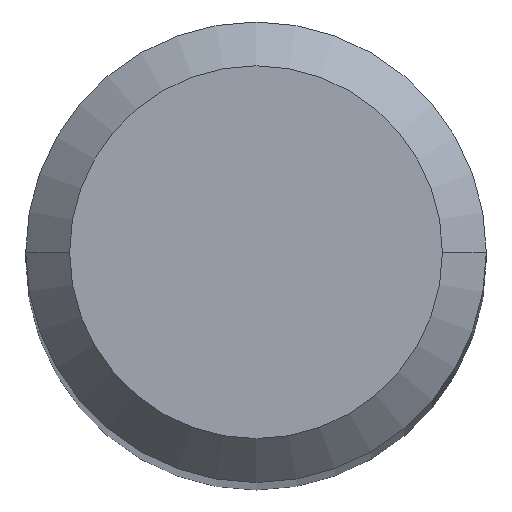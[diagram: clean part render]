
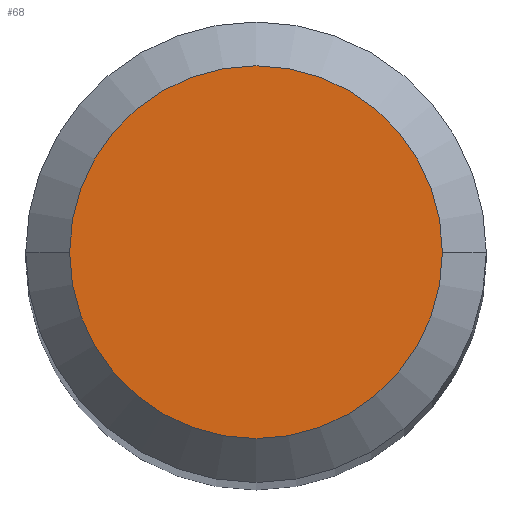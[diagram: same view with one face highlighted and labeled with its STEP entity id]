
A CAD part, top view. The second image highlights one B-rep face of the part: STEP entity #68.
In plain terms, the highlighted planar face has unit normal (0, 0, 1).
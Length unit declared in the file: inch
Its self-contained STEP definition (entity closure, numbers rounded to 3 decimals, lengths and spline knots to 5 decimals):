
#3 = AXIS2_PLACEMENT_3D ( 'NONE', #83, #41, #132 ) ;
#15 = CARTESIAN_POINT ( 'NONE',  ( 0., 0., 1.9685 ) ) ;
#38 = EDGE_LOOP ( 'NONE', ( #178, #239 ) ) ;
#41 = DIRECTION ( 'NONE',  ( 0., 0., 1. ) ) ;
#64 = EDGE_CURVE ( 'NONE', #260, #263, #85, .T. ) ;
#68 = ADVANCED_FACE ( 'NONE', ( #245 ), #295, .T. ) ;
#83 = CARTESIAN_POINT ( 'NONE',  ( 0., 0., 1.9685 ) ) ;
#85 = CIRCLE ( 'NONE', #135, 0.06374 ) ;
#92 = AXIS2_PLACEMENT_3D ( 'NONE', #93, #278, #187 ) ;
#93 = CARTESIAN_POINT ( 'NONE',  ( 0., 0., 1.9685 ) ) ;
#104 = DIRECTION ( 'NONE',  ( 0., 0., 1. ) ) ;
#132 = DIRECTION ( 'NONE',  ( 1., 0., 0. ) ) ;
#135 = AXIS2_PLACEMENT_3D ( 'NONE', #15, #104, #196 ) ;
#148 = EDGE_CURVE ( 'NONE', #263, #260, #267, .T. ) ;
#165 = CARTESIAN_POINT ( 'NONE',  ( 0.06374, 0., 1.9685 ) ) ;
#178 = ORIENTED_EDGE ( 'NONE', *, *, #148, .T. ) ;
#187 = DIRECTION ( 'NONE',  ( 1., 0., 0. ) ) ;
#196 = DIRECTION ( 'NONE',  ( 1., 0., 0. ) ) ;
#217 = CARTESIAN_POINT ( 'NONE',  ( -0.06374, 0., 1.9685 ) ) ;
#239 = ORIENTED_EDGE ( 'NONE', *, *, #64, .T. ) ;
#245 = FACE_OUTER_BOUND ( 'NONE', #38, .T. ) ;
#260 = VERTEX_POINT ( 'NONE', #165 ) ;
#263 = VERTEX_POINT ( 'NONE', #217 ) ;
#267 = CIRCLE ( 'NONE', #92, 0.06374 ) ;
#278 = DIRECTION ( 'NONE',  ( 0., 0., 1. ) ) ;
#295 = PLANE ( 'NONE',  #3 ) ;
